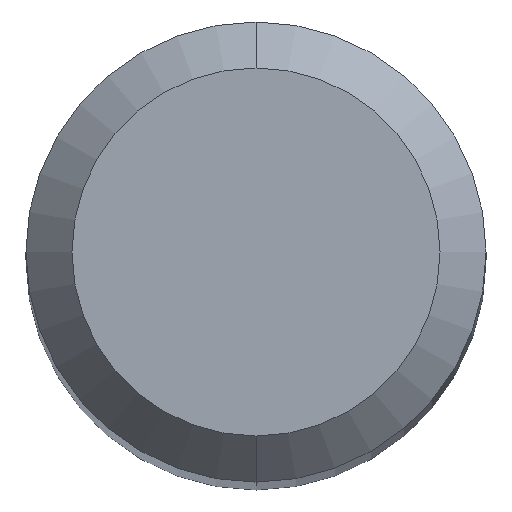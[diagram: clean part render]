
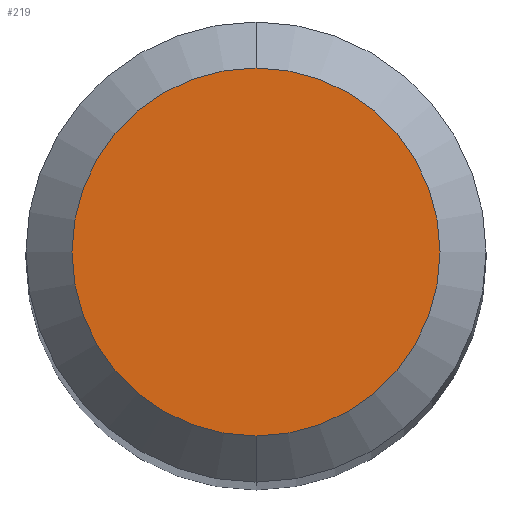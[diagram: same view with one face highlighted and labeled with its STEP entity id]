
A CAD part, top view. The second image highlights one B-rep face of the part: STEP entity #219.
In plain terms, the highlighted planar face has unit normal (0, 0, 1).
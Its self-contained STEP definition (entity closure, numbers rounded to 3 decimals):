
#191=VERTEX_POINT('',#500);
#219=ADVANCED_FACE('',(#530),#531,.T.);
#229=EDGE_CURVE('',#191,#389,#541,.T.);
#311=EDGE_CURVE('',#389,#191,#629,.T.);
#389=VERTEX_POINT('',#717);
#500=CARTESIAN_POINT('',(0.,-1.2,0.0));
#530=FACE_OUTER_BOUND('',#891,.T.);
#531=PLANE('',#892);
#541=CIRCLE('',#906,1.2);
#629=CIRCLE('',#1040,1.2);
#717=CARTESIAN_POINT('',(0.0,1.2,0.0));
#891=EDGE_LOOP('',(#1492,#1493));
#892=AXIS2_PLACEMENT_3D('',#1494,#1495,#1496);
#906=AXIS2_PLACEMENT_3D('',#1501,#1502,#1503);
#1040=AXIS2_PLACEMENT_3D('',#1594,#1595,#1596);
#1492=ORIENTED_EDGE('',*,*,#311,.F.);
#1493=ORIENTED_EDGE('',*,*,#229,.F.);
#1494=CARTESIAN_POINT('',(0.0,0.6,0.0));
#1495=DIRECTION('',(-0.0,0.0,1.0));
#1496=DIRECTION('',(0.0,-1.0,0.0));
#1501=CARTESIAN_POINT('',(0.0,0.0,0.0));
#1502=DIRECTION('',(0.0,0.0,-1.0));
#1503=DIRECTION('',(0.0,1.0,0.0));
#1594=CARTESIAN_POINT('',(0.0,0.0,0.0));
#1595=DIRECTION('',(0.0,0.0,-1.0));
#1596=DIRECTION('',(0.0,1.0,0.0));
